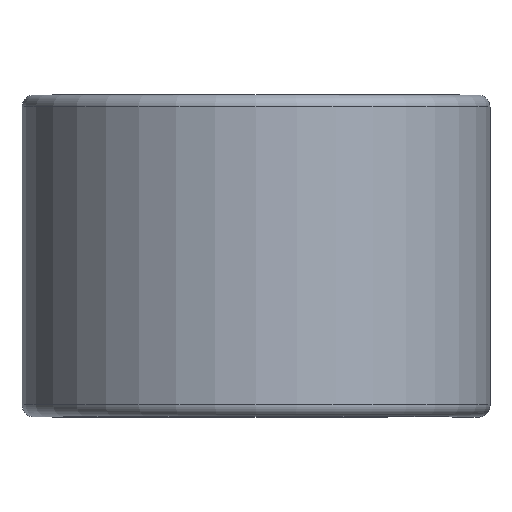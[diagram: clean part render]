
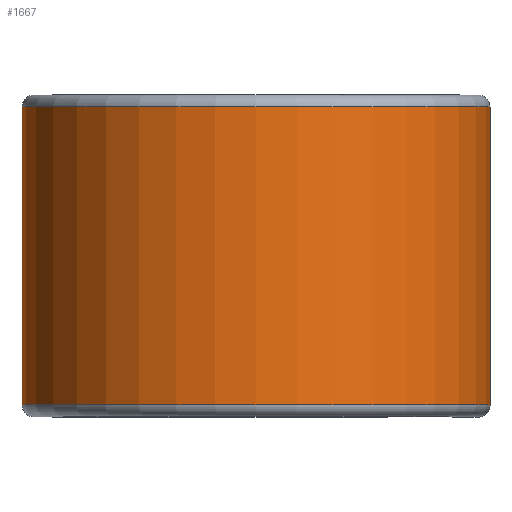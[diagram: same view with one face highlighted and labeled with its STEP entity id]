
A CAD part, top view. The second image highlights one B-rep face of the part: STEP entity #1667.
In plain terms, the highlighted cylindrical face has radius 15.011 mm (diameter 30.023 mm), a partial arc.
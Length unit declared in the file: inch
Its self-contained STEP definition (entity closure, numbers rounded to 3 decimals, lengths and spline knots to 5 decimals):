
#9 = AXIS2_PLACEMENT_3D ( 'NONE', #347, #369, #382 ) ;
#66 = CARTESIAN_POINT ( 'NONE',  ( 0.591, -0.37625, 0. ) ) ;
#126 = VERTEX_POINT ( 'NONE', #2131 ) ;
#186 = DIRECTION ( 'NONE',  ( 0., -1., 0. ) ) ;
#266 = CARTESIAN_POINT ( 'NONE',  ( 0.591, 0.37625, 0. ) ) ;
#313 = EDGE_CURVE ( 'NONE', #1240, #438, #1500, .T. ) ;
#336 = EDGE_CURVE ( 'NONE', #1240, #1960, #566, .T. ) ;
#341 = EDGE_CURVE ( 'NONE', #1960, #126, #536, .T. ) ;
#347 = CARTESIAN_POINT ( 'NONE',  ( 0., 0.37625, 0. ) ) ;
#369 = DIRECTION ( 'NONE',  ( 0., -1., 0. ) ) ;
#382 = DIRECTION ( 'NONE',  ( 0., 0., -1. ) ) ;
#438 = VERTEX_POINT ( 'NONE', #972 ) ;
#536 = CIRCLE ( 'NONE', #9, 0.591 ) ;
#566 = LINE ( 'NONE', #1174, #1862 ) ;
#759 = VECTOR ( 'NONE', #1872, 39.37008 ) ;
#845 = LINE ( 'NONE', #1071, #759 ) ;
#872 = EDGE_CURVE ( 'NONE', #438, #126, #845, .T. ) ;
#972 = CARTESIAN_POINT ( 'NONE',  ( 0., -0.37625, -0.591 ) ) ;
#1071 = CARTESIAN_POINT ( 'NONE',  ( 0., 0.37625, -0.591 ) ) ;
#1127 = AXIS2_PLACEMENT_3D ( 'NONE', #1472, #1335, #1841 ) ;
#1174 = CARTESIAN_POINT ( 'NONE',  ( 0.591, 0.37625, 0. ) ) ;
#1240 = VERTEX_POINT ( 'NONE', #66 ) ;
#1321 = CYLINDRICAL_SURFACE ( 'NONE', #1604, 0.591 ) ;
#1335 = DIRECTION ( 'NONE',  ( 0., -1., 0. ) ) ;
#1350 = ORIENTED_EDGE ( 'NONE', *, *, #872, .F. ) ;
#1373 = CARTESIAN_POINT ( 'NONE',  ( 0., 0.375, 0. ) ) ;
#1460 = DIRECTION ( 'NONE',  ( 0., 1., 0. ) ) ;
#1472 = CARTESIAN_POINT ( 'NONE',  ( 0., -0.37625, 0. ) ) ;
#1500 = CIRCLE ( 'NONE', #1127, 0.591 ) ;
#1506 = ORIENTED_EDGE ( 'NONE', *, *, #341, .T. ) ;
#1604 = AXIS2_PLACEMENT_3D ( 'NONE', #1373, #186, #2168 ) ;
#1667 = ADVANCED_FACE ( 'NONE', ( #2251 ), #1321, .T. ) ;
#1841 = DIRECTION ( 'NONE',  ( 0., 0., -1. ) ) ;
#1862 = VECTOR ( 'NONE', #1460, 39.37008 ) ;
#1872 = DIRECTION ( 'NONE',  ( 0., 1., 0. ) ) ;
#1929 = ORIENTED_EDGE ( 'NONE', *, *, #313, .F. ) ;
#1960 = VERTEX_POINT ( 'NONE', #266 ) ;
#2131 = CARTESIAN_POINT ( 'NONE',  ( 0., 0.37625, -0.591 ) ) ;
#2168 = DIRECTION ( 'NONE',  ( 0., 0., -1. ) ) ;
#2251 = FACE_OUTER_BOUND ( 'NONE', #2291, .T. ) ;
#2291 = EDGE_LOOP ( 'NONE', ( #2361, #1506, #1350, #1929 ) ) ;
#2361 = ORIENTED_EDGE ( 'NONE', *, *, #336, .T. ) ;
